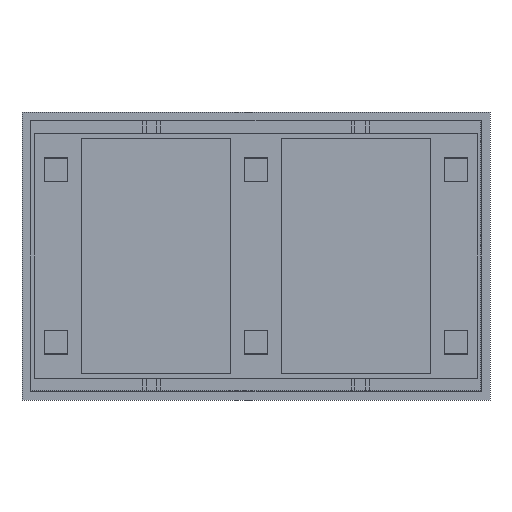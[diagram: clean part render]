
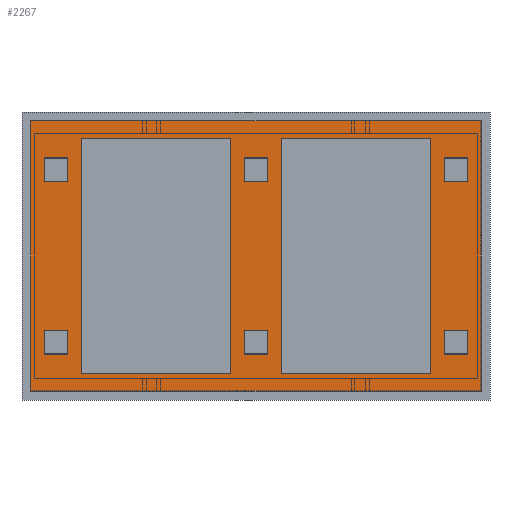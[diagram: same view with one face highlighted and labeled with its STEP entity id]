
A CAD part, front view. The second image highlights one B-rep face of the part: STEP entity #2267.
In plain terms, the highlighted planar face has unit normal (0, -1, 0).
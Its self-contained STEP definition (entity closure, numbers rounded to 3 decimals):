
#5=DIRECTION('',(1.,0.,0.));
#6=VECTOR('',#5,1250.);
#7=CARTESIAN_POINT('',(-625.,31.6,-375.));
#8=LINE('',#7,#6);
#9=DIRECTION('',(0.,0.,-1.));
#10=VECTOR('',#9,750.);
#11=CARTESIAN_POINT('',(-625.,31.6,375.));
#12=LINE('',#11,#10);
#13=DIRECTION('',(-1.,0.,0.));
#14=VECTOR('',#13,1250.);
#15=CARTESIAN_POINT('',(625.,31.6,375.));
#16=LINE('',#15,#14);
#17=DIRECTION('',(0.,0.,1.));
#18=VECTOR('',#17,750.);
#19=CARTESIAN_POINT('',(625.,31.6,-375.));
#20=LINE('',#19,#18);
#21=DIRECTION('',(0.,0.,-1.));
#22=VECTOR('',#21,65.);
#23=CARTESIAN_POINT('',(-587.5,31.6,272.5));
#24=LINE('',#23,#22);
#25=DIRECTION('',(1.,0.,0.));
#26=VECTOR('',#25,65.);
#27=CARTESIAN_POINT('',(-587.5,31.6,207.5));
#28=LINE('',#27,#26);
#29=DIRECTION('',(0.,0.,1.));
#30=VECTOR('',#29,65.);
#31=CARTESIAN_POINT('',(-522.5,31.6,207.5));
#32=LINE('',#31,#30);
#33=DIRECTION('',(-1.,0.,0.));
#34=VECTOR('',#33,65.);
#35=CARTESIAN_POINT('',(-522.5,31.6,272.5));
#36=LINE('',#35,#34);
#37=DIRECTION('',(0.,0.,-1.));
#38=VECTOR('',#37,65.);
#39=CARTESIAN_POINT('',(-587.5,31.6,-207.5));
#40=LINE('',#39,#38);
#41=DIRECTION('',(1.,0.,0.));
#42=VECTOR('',#41,65.);
#43=CARTESIAN_POINT('',(-587.5,31.6,-272.5));
#44=LINE('',#43,#42);
#45=DIRECTION('',(0.,0.,1.));
#46=VECTOR('',#45,65.);
#47=CARTESIAN_POINT('',(-522.5,31.6,-272.5));
#48=LINE('',#47,#46);
#49=DIRECTION('',(-1.,0.,0.));
#50=VECTOR('',#49,65.);
#51=CARTESIAN_POINT('',(-522.5,31.6,-207.5));
#52=LINE('',#51,#50);
#53=DIRECTION('',(0.,0.,-1.));
#54=VECTOR('',#53,65.);
#55=CARTESIAN_POINT('',(-32.5,31.6,272.5));
#56=LINE('',#55,#54);
#57=DIRECTION('',(1.,0.,0.));
#58=VECTOR('',#57,65.);
#59=CARTESIAN_POINT('',(-32.5,31.6,207.5));
#60=LINE('',#59,#58);
#61=DIRECTION('',(0.,0.,1.));
#62=VECTOR('',#61,65.);
#63=CARTESIAN_POINT('',(32.5,31.6,207.5));
#64=LINE('',#63,#62);
#65=DIRECTION('',(-1.,0.,0.));
#66=VECTOR('',#65,65.);
#67=CARTESIAN_POINT('',(32.5,31.6,272.5));
#68=LINE('',#67,#66);
#69=DIRECTION('',(0.,0.,-1.));
#70=VECTOR('',#69,65.);
#71=CARTESIAN_POINT('',(-32.5,31.6,-207.5));
#72=LINE('',#71,#70);
#73=DIRECTION('',(1.,0.,0.));
#74=VECTOR('',#73,65.);
#75=CARTESIAN_POINT('',(-32.5,31.6,-272.5));
#76=LINE('',#75,#74);
#77=DIRECTION('',(0.,0.,1.));
#78=VECTOR('',#77,65.);
#79=CARTESIAN_POINT('',(32.5,31.6,-272.5));
#80=LINE('',#79,#78);
#81=DIRECTION('',(-1.,0.,0.));
#82=VECTOR('',#81,65.);
#83=CARTESIAN_POINT('',(32.5,31.6,-207.5));
#84=LINE('',#83,#82);
#85=DIRECTION('',(0.,0.,-1.));
#86=VECTOR('',#85,65.);
#87=CARTESIAN_POINT('',(522.5,31.6,272.5));
#88=LINE('',#87,#86);
#89=DIRECTION('',(1.,0.,0.));
#90=VECTOR('',#89,65.);
#91=CARTESIAN_POINT('',(522.5,31.6,207.5));
#92=LINE('',#91,#90);
#93=DIRECTION('',(0.,0.,1.));
#94=VECTOR('',#93,65.);
#95=CARTESIAN_POINT('',(587.5,31.6,207.5));
#96=LINE('',#95,#94);
#97=DIRECTION('',(-1.,0.,0.));
#98=VECTOR('',#97,65.);
#99=CARTESIAN_POINT('',(587.5,31.6,272.5));
#100=LINE('',#99,#98);
#101=DIRECTION('',(0.,0.,-1.));
#102=VECTOR('',#101,65.);
#103=CARTESIAN_POINT('',(522.5,31.6,-207.5));
#104=LINE('',#103,#102);
#105=DIRECTION('',(1.,0.,0.));
#106=VECTOR('',#105,65.);
#107=CARTESIAN_POINT('',(522.5,31.6,-272.5));
#108=LINE('',#107,#106);
#109=DIRECTION('',(0.,0.,1.));
#110=VECTOR('',#109,65.);
#111=CARTESIAN_POINT('',(587.5,31.6,-272.5));
#112=LINE('',#111,#110);
#113=DIRECTION('',(-1.,0.,0.));
#114=VECTOR('',#113,65.);
#115=CARTESIAN_POINT('',(587.5,31.6,-207.5));
#116=LINE('',#115,#114);
#1657=CARTESIAN_POINT('',(-625.,31.6,-375.));
#1658=CARTESIAN_POINT('',(625.,31.6,-375.));
#1659=VERTEX_POINT('',#1657);
#1660=VERTEX_POINT('',#1658);
#1661=CARTESIAN_POINT('',(625.,31.6,375.));
#1662=VERTEX_POINT('',#1661);
#1663=CARTESIAN_POINT('',(-625.,31.6,375.));
#1664=VERTEX_POINT('',#1663);
#1921=CARTESIAN_POINT('',(-587.5,31.6,272.5));
#1922=CARTESIAN_POINT('',(-587.5,31.6,207.5));
#1923=VERTEX_POINT('',#1921);
#1924=VERTEX_POINT('',#1922);
#1925=CARTESIAN_POINT('',(-522.5,31.6,207.5));
#1926=VERTEX_POINT('',#1925);
#1927=CARTESIAN_POINT('',(-522.5,31.6,272.5));
#1928=VERTEX_POINT('',#1927);
#1929=CARTESIAN_POINT('',(-587.5,31.6,-207.5));
#1930=CARTESIAN_POINT('',(-587.5,31.6,-272.5));
#1931=VERTEX_POINT('',#1929);
#1932=VERTEX_POINT('',#1930);
#1933=CARTESIAN_POINT('',(-522.5,31.6,-272.5));
#1934=VERTEX_POINT('',#1933);
#1935=CARTESIAN_POINT('',(-522.5,31.6,-207.5));
#1936=VERTEX_POINT('',#1935);
#1937=CARTESIAN_POINT('',(-32.5,31.6,272.5));
#1938=CARTESIAN_POINT('',(-32.5,31.6,207.5));
#1939=VERTEX_POINT('',#1937);
#1940=VERTEX_POINT('',#1938);
#1941=CARTESIAN_POINT('',(32.5,31.6,207.5));
#1942=VERTEX_POINT('',#1941);
#1943=CARTESIAN_POINT('',(32.5,31.6,272.5));
#1944=VERTEX_POINT('',#1943);
#1945=CARTESIAN_POINT('',(-32.5,31.6,-207.5));
#1946=CARTESIAN_POINT('',(-32.5,31.6,-272.5));
#1947=VERTEX_POINT('',#1945);
#1948=VERTEX_POINT('',#1946);
#1949=CARTESIAN_POINT('',(32.5,31.6,-272.5));
#1950=VERTEX_POINT('',#1949);
#1951=CARTESIAN_POINT('',(32.5,31.6,-207.5));
#1952=VERTEX_POINT('',#1951);
#1953=CARTESIAN_POINT('',(522.5,31.6,272.5));
#1954=CARTESIAN_POINT('',(522.5,31.6,207.5));
#1955=VERTEX_POINT('',#1953);
#1956=VERTEX_POINT('',#1954);
#1957=CARTESIAN_POINT('',(587.5,31.6,207.5));
#1958=VERTEX_POINT('',#1957);
#1959=CARTESIAN_POINT('',(587.5,31.6,272.5));
#1960=VERTEX_POINT('',#1959);
#1961=CARTESIAN_POINT('',(522.5,31.6,-207.5));
#1962=CARTESIAN_POINT('',(522.5,31.6,-272.5));
#1963=VERTEX_POINT('',#1961);
#1964=VERTEX_POINT('',#1962);
#1965=CARTESIAN_POINT('',(587.5,31.6,-272.5));
#1966=VERTEX_POINT('',#1965);
#1967=CARTESIAN_POINT('',(587.5,31.6,-207.5));
#1968=VERTEX_POINT('',#1967);
#2193=CARTESIAN_POINT('',(0.,31.6,0.));
#2194=DIRECTION('',(0.,-1.,0.));
#2195=DIRECTION('',(1.,0.,0.));
#2196=AXIS2_PLACEMENT_3D('',#2193,#2194,#2195);
#2197=PLANE('',#2196);
#2199=ORIENTED_EDGE('',*,*,#2198,.F.);
#2201=ORIENTED_EDGE('',*,*,#2200,.F.);
#2203=ORIENTED_EDGE('',*,*,#2202,.F.);
#2205=ORIENTED_EDGE('',*,*,#2204,.F.);
#2206=EDGE_LOOP('',(#2199,#2201,#2203,#2205));
#2207=FACE_OUTER_BOUND('',#2206,.F.);
#2209=ORIENTED_EDGE('',*,*,#2208,.T.);
#2210=ORIENTED_EDGE('',*,*,#2182,.T.);
#2212=ORIENTED_EDGE('',*,*,#2211,.T.);
#2214=ORIENTED_EDGE('',*,*,#2213,.T.);
#2215=EDGE_LOOP('',(#2209,#2210,#2212,#2214));
#2216=FACE_BOUND('',#2215,.F.);
#2218=ORIENTED_EDGE('',*,*,#2217,.T.);
#2220=ORIENTED_EDGE('',*,*,#2219,.T.);
#2222=ORIENTED_EDGE('',*,*,#2221,.T.);
#2224=ORIENTED_EDGE('',*,*,#2223,.T.);
#2225=EDGE_LOOP('',(#2218,#2220,#2222,#2224));
#2226=FACE_BOUND('',#2225,.F.);
#2228=ORIENTED_EDGE('',*,*,#2227,.T.);
#2230=ORIENTED_EDGE('',*,*,#2229,.T.);
#2232=ORIENTED_EDGE('',*,*,#2231,.T.);
#2234=ORIENTED_EDGE('',*,*,#2233,.T.);
#2235=EDGE_LOOP('',(#2228,#2230,#2232,#2234));
#2236=FACE_BOUND('',#2235,.F.);
#2238=ORIENTED_EDGE('',*,*,#2237,.T.);
#2240=ORIENTED_EDGE('',*,*,#2239,.T.);
#2242=ORIENTED_EDGE('',*,*,#2241,.T.);
#2244=ORIENTED_EDGE('',*,*,#2243,.T.);
#2245=EDGE_LOOP('',(#2238,#2240,#2242,#2244));
#2246=FACE_BOUND('',#2245,.F.);
#2248=ORIENTED_EDGE('',*,*,#2247,.T.);
#2250=ORIENTED_EDGE('',*,*,#2249,.T.);
#2252=ORIENTED_EDGE('',*,*,#2251,.T.);
#2254=ORIENTED_EDGE('',*,*,#2253,.T.);
#2255=EDGE_LOOP('',(#2248,#2250,#2252,#2254));
#2256=FACE_BOUND('',#2255,.F.);
#2258=ORIENTED_EDGE('',*,*,#2257,.T.);
#2260=ORIENTED_EDGE('',*,*,#2259,.T.);
#2262=ORIENTED_EDGE('',*,*,#2261,.T.);
#2264=ORIENTED_EDGE('',*,*,#2263,.T.);
#2265=EDGE_LOOP('',(#2258,#2260,#2262,#2264));
#2266=FACE_BOUND('',#2265,.F.);
#2267=ADVANCED_FACE('',(#2207,#2216,#2226,#2236,#2246,#2256,#2266),#2197,.T.);
#2182=EDGE_CURVE('',#1924,#1926,#28,.T.);
#2198=EDGE_CURVE('',#1659,#1660,#8,.T.);
#2200=EDGE_CURVE('',#1664,#1659,#12,.T.);
#2202=EDGE_CURVE('',#1662,#1664,#16,.T.);
#2204=EDGE_CURVE('',#1660,#1662,#20,.T.);
#2208=EDGE_CURVE('',#1923,#1924,#24,.T.);
#2211=EDGE_CURVE('',#1926,#1928,#32,.T.);
#2213=EDGE_CURVE('',#1928,#1923,#36,.T.);
#2217=EDGE_CURVE('',#1931,#1932,#40,.T.);
#2219=EDGE_CURVE('',#1932,#1934,#44,.T.);
#2221=EDGE_CURVE('',#1934,#1936,#48,.T.);
#2223=EDGE_CURVE('',#1936,#1931,#52,.T.);
#2227=EDGE_CURVE('',#1939,#1940,#56,.T.);
#2229=EDGE_CURVE('',#1940,#1942,#60,.T.);
#2231=EDGE_CURVE('',#1942,#1944,#64,.T.);
#2233=EDGE_CURVE('',#1944,#1939,#68,.T.);
#2237=EDGE_CURVE('',#1947,#1948,#72,.T.);
#2239=EDGE_CURVE('',#1948,#1950,#76,.T.);
#2241=EDGE_CURVE('',#1950,#1952,#80,.T.);
#2243=EDGE_CURVE('',#1952,#1947,#84,.T.);
#2247=EDGE_CURVE('',#1955,#1956,#88,.T.);
#2249=EDGE_CURVE('',#1956,#1958,#92,.T.);
#2251=EDGE_CURVE('',#1958,#1960,#96,.T.);
#2253=EDGE_CURVE('',#1960,#1955,#100,.T.);
#2257=EDGE_CURVE('',#1963,#1964,#104,.T.);
#2259=EDGE_CURVE('',#1964,#1966,#108,.T.);
#2261=EDGE_CURVE('',#1966,#1968,#112,.T.);
#2263=EDGE_CURVE('',#1968,#1963,#116,.T.);
